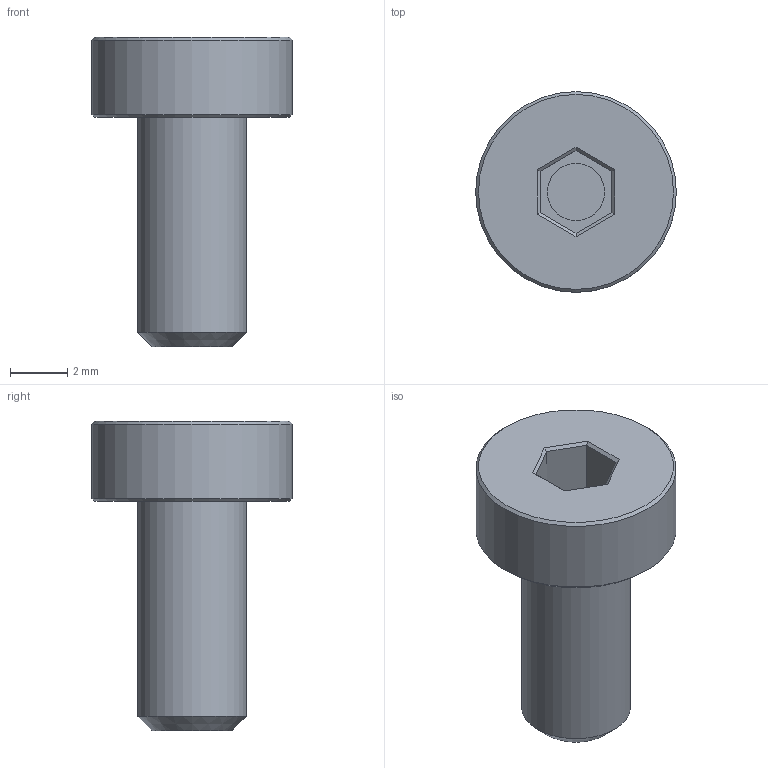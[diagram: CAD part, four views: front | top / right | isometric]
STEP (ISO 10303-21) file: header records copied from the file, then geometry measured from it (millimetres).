
FILE_DESCRIPTION(('Unknown'),'2;1');
FILE_NAME('','Unknown',('Unknown'),('Unknown'),'','Unknown','');
FILE_SCHEMA(('CONFIG_CONTROL_DESIGN'));
Length unit declared in the file: millimetre
Bounding box: 7 x 7 x 10.8 mm (x, y, z)
Volume: 181.3 mm3; surface area: 253.3 mm2
Topology: 1 solids, 1 shells, 23 faces, 46 edges, 28 vertices
Faces by surface type: plane 17, cone 3, cylinder 3
Full cylindrical faces by diameter (mm): 2 x1, 3.8 x1, 7 x1
Entity records: 636 total; most frequent: DIRECTION 96, CARTESIAN_POINT 90, ORIENTED_EDGE 78, EDGE_CURVE 39, AXIS2_PLACEMENT_3D 33, EDGE_LOOP 32, LINE 30, VECTOR 30
